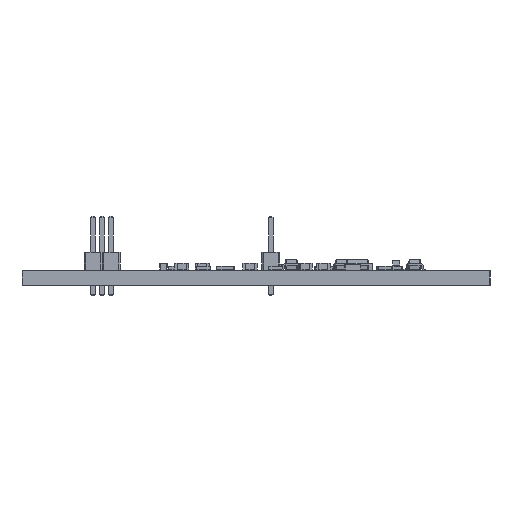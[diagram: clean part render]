
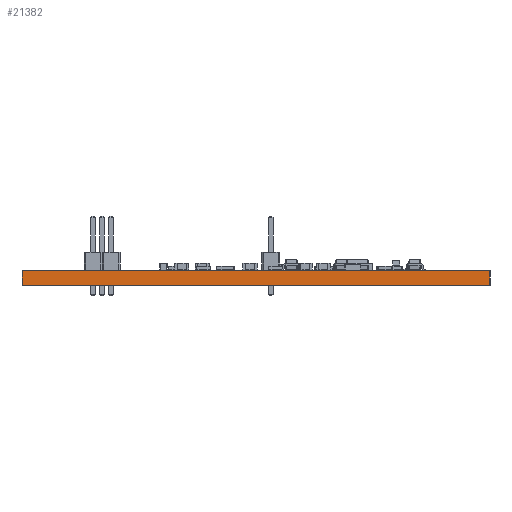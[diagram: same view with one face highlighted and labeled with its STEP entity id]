
A CAD part, left-side view. The second image highlights one B-rep face of the part: STEP entity #21382.
In plain terms, the highlighted planar face has unit normal (-1, 0, 0).
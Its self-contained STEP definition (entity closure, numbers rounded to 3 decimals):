
#21266 = EDGE_CURVE('',#21267,#21269,#21271,.T.);
#21267 = VERTEX_POINT('',#21268);
#21268 = CARTESIAN_POINT('',(104.14,-101.6,0.));
#21269 = VERTEX_POINT('',#21270);
#21270 = CARTESIAN_POINT('',(104.14,-101.6,1.6));
#21271 = SURFACE_CURVE('',#21272,(#21276,#21288),.PCURVE_S1.);
#21272 = LINE('',#21273,#21274);
#21273 = CARTESIAN_POINT('',(104.14,-101.6,0.));
#21274 = VECTOR('',#21275,1.);
#21275 = DIRECTION('',(0.,0.,1.));
#21276 = PCURVE('',#21277,#21282);
#21277 = PLANE('',#21278);
#21278 = AXIS2_PLACEMENT_3D('',#21279,#21280,#21281);
#21279 = CARTESIAN_POINT('',(104.14,-101.6,0.));
#21280 = DIRECTION('',(0.,1.,0.));
#21281 = DIRECTION('',(1.,0.,0.));
#21282 = DEFINITIONAL_REPRESENTATION('',(#21283),#21287);
#21283 = LINE('',#21284,#21285);
#21284 = CARTESIAN_POINT('',(0.,0.));
#21285 = VECTOR('',#21286,1.);
#21286 = DIRECTION('',(0.,-1.));
#21287 = ( GEOMETRIC_REPRESENTATION_CONTEXT(2) 
PARAMETRIC_REPRESENTATION_CONTEXT() REPRESENTATION_CONTEXT('2D SPACE',''
  ) );
#21288 = PCURVE('',#21289,#21294);
#21289 = PLANE('',#21290);
#21290 = AXIS2_PLACEMENT_3D('',#21291,#21292,#21293);
#21291 = CARTESIAN_POINT('',(104.14,-49.53,0.));
#21292 = DIRECTION('',(1.,0.,0.));
#21293 = DIRECTION('',(0.,-1.,0.));
#21294 = DEFINITIONAL_REPRESENTATION('',(#21295),#21299);
#21295 = LINE('',#21296,#21297);
#21296 = CARTESIAN_POINT('',(52.07,0.));
#21297 = VECTOR('',#21298,1.);
#21298 = DIRECTION('',(0.,-1.));
#21299 = ( GEOMETRIC_REPRESENTATION_CONTEXT(2) 
PARAMETRIC_REPRESENTATION_CONTEXT() REPRESENTATION_CONTEXT('2D SPACE',''
  ) );
#21317 = PLANE('',#21318);
#21318 = AXIS2_PLACEMENT_3D('',#21319,#21320,#21321);
#21319 = CARTESIAN_POINT('',(144.78,-75.565,1.6));
#21320 = DIRECTION('',(0.,0.,1.));
#21321 = DIRECTION('',(1.,0.,0.));
#21371 = PLANE('',#21372);
#21372 = AXIS2_PLACEMENT_3D('',#21373,#21374,#21375);
#21373 = CARTESIAN_POINT('',(144.78,-75.565,0.));
#21374 = DIRECTION('',(0.,0.,1.));
#21375 = DIRECTION('',(1.,0.,0.));
#21382 = ADVANCED_FACE('',(#21383),#21289,.F.);
#21383 = FACE_BOUND('',#21384,.F.);
#21384 = EDGE_LOOP('',(#21385,#21415,#21436,#21437));
#21385 = ORIENTED_EDGE('',*,*,#21386,.T.);
#21386 = EDGE_CURVE('',#21387,#21389,#21391,.T.);
#21387 = VERTEX_POINT('',#21388);
#21388 = CARTESIAN_POINT('',(104.14,-49.53,0.));
#21389 = VERTEX_POINT('',#21390);
#21390 = CARTESIAN_POINT('',(104.14,-49.53,1.6));
#21391 = SURFACE_CURVE('',#21392,(#21396,#21403),.PCURVE_S1.);
#21392 = LINE('',#21393,#21394);
#21393 = CARTESIAN_POINT('',(104.14,-49.53,0.));
#21394 = VECTOR('',#21395,1.);
#21395 = DIRECTION('',(0.,0.,1.));
#21396 = PCURVE('',#21289,#21397);
#21397 = DEFINITIONAL_REPRESENTATION('',(#21398),#21402);
#21398 = LINE('',#21399,#21400);
#21399 = CARTESIAN_POINT('',(0.,0.));
#21400 = VECTOR('',#21401,1.);
#21401 = DIRECTION('',(0.,-1.));
#21402 = ( GEOMETRIC_REPRESENTATION_CONTEXT(2) 
PARAMETRIC_REPRESENTATION_CONTEXT() REPRESENTATION_CONTEXT('2D SPACE',''
  ) );
#21403 = PCURVE('',#21404,#21409);
#21404 = PLANE('',#21405);
#21405 = AXIS2_PLACEMENT_3D('',#21406,#21407,#21408);
#21406 = CARTESIAN_POINT('',(185.42,-49.53,0.));
#21407 = DIRECTION('',(0.,-1.,0.));
#21408 = DIRECTION('',(-1.,0.,0.));
#21409 = DEFINITIONAL_REPRESENTATION('',(#21410),#21414);
#21410 = LINE('',#21411,#21412);
#21411 = CARTESIAN_POINT('',(81.28,0.));
#21412 = VECTOR('',#21413,1.);
#21413 = DIRECTION('',(0.,-1.));
#21414 = ( GEOMETRIC_REPRESENTATION_CONTEXT(2) 
PARAMETRIC_REPRESENTATION_CONTEXT() REPRESENTATION_CONTEXT('2D SPACE',''
  ) );
#21415 = ORIENTED_EDGE('',*,*,#21416,.T.);
#21416 = EDGE_CURVE('',#21389,#21269,#21417,.T.);
#21417 = SURFACE_CURVE('',#21418,(#21422,#21429),.PCURVE_S1.);
#21418 = LINE('',#21419,#21420);
#21419 = CARTESIAN_POINT('',(104.14,-49.53,1.6));
#21420 = VECTOR('',#21421,1.);
#21421 = DIRECTION('',(0.,-1.,0.));
#21422 = PCURVE('',#21289,#21423);
#21423 = DEFINITIONAL_REPRESENTATION('',(#21424),#21428);
#21424 = LINE('',#21425,#21426);
#21425 = CARTESIAN_POINT('',(0.,-1.6));
#21426 = VECTOR('',#21427,1.);
#21427 = DIRECTION('',(1.,0.));
#21428 = ( GEOMETRIC_REPRESENTATION_CONTEXT(2) 
PARAMETRIC_REPRESENTATION_CONTEXT() REPRESENTATION_CONTEXT('2D SPACE',''
  ) );
#21429 = PCURVE('',#21317,#21430);
#21430 = DEFINITIONAL_REPRESENTATION('',(#21431),#21435);
#21431 = LINE('',#21432,#21433);
#21432 = CARTESIAN_POINT('',(-40.64,26.035));
#21433 = VECTOR('',#21434,1.);
#21434 = DIRECTION('',(0.,-1.));
#21435 = ( GEOMETRIC_REPRESENTATION_CONTEXT(2) 
PARAMETRIC_REPRESENTATION_CONTEXT() REPRESENTATION_CONTEXT('2D SPACE',''
  ) );
#21436 = ORIENTED_EDGE('',*,*,#21266,.F.);
#21437 = ORIENTED_EDGE('',*,*,#21438,.F.);
#21438 = EDGE_CURVE('',#21387,#21267,#21439,.T.);
#21439 = SURFACE_CURVE('',#21440,(#21444,#21451),.PCURVE_S1.);
#21440 = LINE('',#21441,#21442);
#21441 = CARTESIAN_POINT('',(104.14,-49.53,0.));
#21442 = VECTOR('',#21443,1.);
#21443 = DIRECTION('',(0.,-1.,0.));
#21444 = PCURVE('',#21289,#21445);
#21445 = DEFINITIONAL_REPRESENTATION('',(#21446),#21450);
#21446 = LINE('',#21447,#21448);
#21447 = CARTESIAN_POINT('',(0.,0.));
#21448 = VECTOR('',#21449,1.);
#21449 = DIRECTION('',(1.,0.));
#21450 = ( GEOMETRIC_REPRESENTATION_CONTEXT(2) 
PARAMETRIC_REPRESENTATION_CONTEXT() REPRESENTATION_CONTEXT('2D SPACE',''
  ) );
#21451 = PCURVE('',#21371,#21452);
#21452 = DEFINITIONAL_REPRESENTATION('',(#21453),#21457);
#21453 = LINE('',#21454,#21455);
#21454 = CARTESIAN_POINT('',(-40.64,26.035));
#21455 = VECTOR('',#21456,1.);
#21456 = DIRECTION('',(0.,-1.));
#21457 = ( GEOMETRIC_REPRESENTATION_CONTEXT(2) 
PARAMETRIC_REPRESENTATION_CONTEXT() REPRESENTATION_CONTEXT('2D SPACE',''
  ) );
